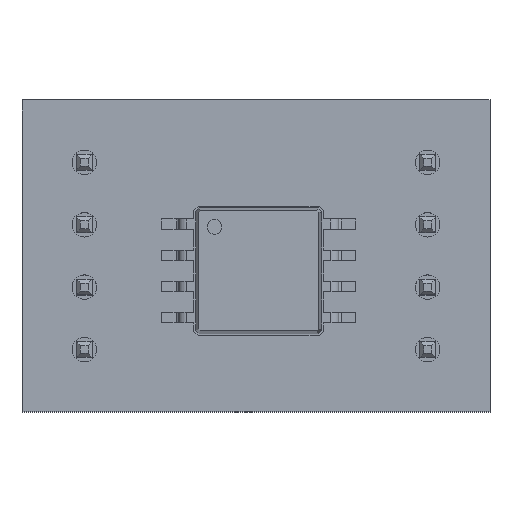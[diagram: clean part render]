
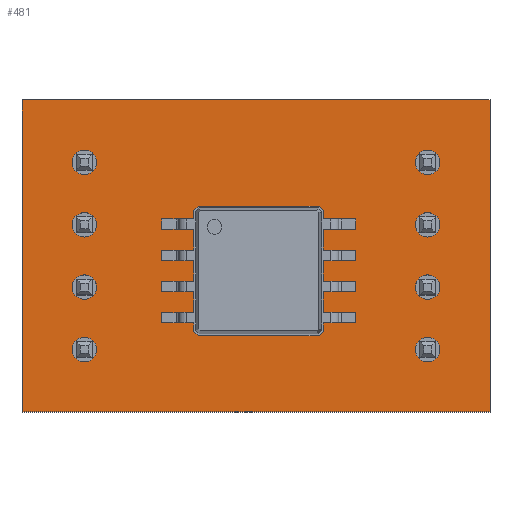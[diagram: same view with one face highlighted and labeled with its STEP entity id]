
A CAD part, top view. The second image highlights one B-rep face of the part: STEP entity #481.
In plain terms, the highlighted planar face has unit normal (0, 0, 1).
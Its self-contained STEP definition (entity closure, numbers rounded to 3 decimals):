
#67 = VERTEX_POINT('',#68);
#68 = CARTESIAN_POINT('',(144.78,-88.9,0.));
#85 = VERTEX_POINT('',#86);
#86 = CARTESIAN_POINT('',(162.56,-88.9,0.));
#92 = EDGE_CURVE('',#67,#85,#93,.T.);
#93 = LINE('',#94,#95);
#94 = CARTESIAN_POINT('',(144.78,-88.9,0.));
#95 = VECTOR('',#96,1.);
#96 = DIRECTION('',(1.,0.,0.));
#107 = VERTEX_POINT('',#108);
#108 = CARTESIAN_POINT('',(143.51,-88.9,0.));
#123 = EDGE_CURVE('',#107,#67,#124,.T.);
#124 = LINE('',#125,#126);
#125 = CARTESIAN_POINT('',(143.51,-88.9,0.));
#126 = VECTOR('',#127,1.);
#127 = DIRECTION('',(1.,0.,0.));
#147 = VERTEX_POINT('',#148);
#148 = CARTESIAN_POINT('',(162.56,-101.6,0.));
#154 = EDGE_CURVE('',#85,#147,#155,.T.);
#155 = LINE('',#156,#157);
#156 = CARTESIAN_POINT('',(162.56,-88.9,0.));
#157 = VECTOR('',#158,1.);
#158 = DIRECTION('',(0.,-1.,0.));
#169 = VERTEX_POINT('',#170);
#170 = CARTESIAN_POINT('',(143.51,-101.6,0.));
#185 = EDGE_CURVE('',#169,#107,#186,.T.);
#186 = LINE('',#187,#188);
#187 = CARTESIAN_POINT('',(143.51,-101.6,0.));
#188 = VECTOR('',#189,1.);
#189 = DIRECTION('',(0.,1.,0.));
#207 = EDGE_CURVE('',#147,#169,#208,.T.);
#208 = LINE('',#209,#210);
#209 = CARTESIAN_POINT('',(162.56,-101.6,0.));
#210 = VECTOR('',#211,1.);
#211 = DIRECTION('',(-1.,0.,0.));
#222 = VERTEX_POINT('',#223);
#223 = CARTESIAN_POINT('',(160.52,-99.06,0.));
#239 = EDGE_CURVE('',#222,#222,#240,.T.);
#240 = CIRCLE('',#241,0.5);
#241 = AXIS2_PLACEMENT_3D('',#242,#243,#244);
#242 = CARTESIAN_POINT('',(160.02,-99.06,0.));
#243 = DIRECTION('',(0.,0.,1.));
#244 = DIRECTION('',(1.,0.,-0.));
#255 = VERTEX_POINT('',#256);
#256 = CARTESIAN_POINT('',(160.52,-96.52,0.));
#272 = EDGE_CURVE('',#255,#255,#273,.T.);
#273 = CIRCLE('',#274,0.5);
#274 = AXIS2_PLACEMENT_3D('',#275,#276,#277);
#275 = CARTESIAN_POINT('',(160.02,-96.52,0.));
#276 = DIRECTION('',(0.,0.,1.));
#277 = DIRECTION('',(1.,0.,-0.));
#288 = VERTEX_POINT('',#289);
#289 = CARTESIAN_POINT('',(146.55,-99.06,0.));
#305 = EDGE_CURVE('',#288,#288,#306,.T.);
#306 = CIRCLE('',#307,0.5);
#307 = AXIS2_PLACEMENT_3D('',#308,#309,#310);
#308 = CARTESIAN_POINT('',(146.05,-99.06,0.));
#309 = DIRECTION('',(0.,0.,1.));
#310 = DIRECTION('',(1.,0.,-0.));
#321 = VERTEX_POINT('',#322);
#322 = CARTESIAN_POINT('',(146.55,-96.52,0.));
#338 = EDGE_CURVE('',#321,#321,#339,.T.);
#339 = CIRCLE('',#340,0.5);
#340 = AXIS2_PLACEMENT_3D('',#341,#342,#343);
#341 = CARTESIAN_POINT('',(146.05,-96.52,0.));
#342 = DIRECTION('',(0.,0.,1.));
#343 = DIRECTION('',(1.,0.,-0.));
#354 = VERTEX_POINT('',#355);
#355 = CARTESIAN_POINT('',(160.52,-93.98,0.));
#371 = EDGE_CURVE('',#354,#354,#372,.T.);
#372 = CIRCLE('',#373,0.5);
#373 = AXIS2_PLACEMENT_3D('',#374,#375,#376);
#374 = CARTESIAN_POINT('',(160.02,-93.98,0.));
#375 = DIRECTION('',(0.,0.,1.));
#376 = DIRECTION('',(1.,0.,-0.));
#387 = VERTEX_POINT('',#388);
#388 = CARTESIAN_POINT('',(160.52,-91.44,0.));
#404 = EDGE_CURVE('',#387,#387,#405,.T.);
#405 = CIRCLE('',#406,0.5);
#406 = AXIS2_PLACEMENT_3D('',#407,#408,#409);
#407 = CARTESIAN_POINT('',(160.02,-91.44,0.));
#408 = DIRECTION('',(0.,0.,1.));
#409 = DIRECTION('',(1.,0.,-0.));
#420 = VERTEX_POINT('',#421);
#421 = CARTESIAN_POINT('',(146.55,-93.98,0.));
#437 = EDGE_CURVE('',#420,#420,#438,.T.);
#438 = CIRCLE('',#439,0.5);
#439 = AXIS2_PLACEMENT_3D('',#440,#441,#442);
#440 = CARTESIAN_POINT('',(146.05,-93.98,0.));
#441 = DIRECTION('',(0.,0.,1.));
#442 = DIRECTION('',(1.,0.,-0.));
#453 = VERTEX_POINT('',#454);
#454 = CARTESIAN_POINT('',(146.55,-91.44,0.));
#470 = EDGE_CURVE('',#453,#453,#471,.T.);
#471 = CIRCLE('',#472,0.5);
#472 = AXIS2_PLACEMENT_3D('',#473,#474,#475);
#473 = CARTESIAN_POINT('',(146.05,-91.44,0.));
#474 = DIRECTION('',(0.,0.,1.));
#475 = DIRECTION('',(1.,0.,-0.));
#481 = ADVANCED_FACE('',(#482,#489,#492,#495,#498,#501,#504,#507,#510),
  #513,.F.);
#482 = FACE_BOUND('',#483,.F.);
#483 = EDGE_LOOP('',(#484,#485,#486,#487,#488));
#484 = ORIENTED_EDGE('',*,*,#92,.T.);
#485 = ORIENTED_EDGE('',*,*,#154,.T.);
#486 = ORIENTED_EDGE('',*,*,#207,.T.);
#487 = ORIENTED_EDGE('',*,*,#185,.T.);
#488 = ORIENTED_EDGE('',*,*,#123,.T.);
#489 = FACE_BOUND('',#490,.F.);
#490 = EDGE_LOOP('',(#491));
#491 = ORIENTED_EDGE('',*,*,#239,.T.);
#492 = FACE_BOUND('',#493,.F.);
#493 = EDGE_LOOP('',(#494));
#494 = ORIENTED_EDGE('',*,*,#272,.T.);
#495 = FACE_BOUND('',#496,.F.);
#496 = EDGE_LOOP('',(#497));
#497 = ORIENTED_EDGE('',*,*,#305,.T.);
#498 = FACE_BOUND('',#499,.F.);
#499 = EDGE_LOOP('',(#500));
#500 = ORIENTED_EDGE('',*,*,#338,.T.);
#501 = FACE_BOUND('',#502,.F.);
#502 = EDGE_LOOP('',(#503));
#503 = ORIENTED_EDGE('',*,*,#371,.T.);
#504 = FACE_BOUND('',#505,.F.);
#505 = EDGE_LOOP('',(#506));
#506 = ORIENTED_EDGE('',*,*,#404,.T.);
#507 = FACE_BOUND('',#508,.F.);
#508 = EDGE_LOOP('',(#509));
#509 = ORIENTED_EDGE('',*,*,#437,.T.);
#510 = FACE_BOUND('',#511,.F.);
#511 = EDGE_LOOP('',(#512));
#512 = ORIENTED_EDGE('',*,*,#470,.T.);
#513 = PLANE('',#514);
#514 = AXIS2_PLACEMENT_3D('',#515,#516,#517);
#515 = CARTESIAN_POINT('',(153.035,-95.25,0.));
#516 = DIRECTION('',(-0.,-0.,-1.));
#517 = DIRECTION('',(-1.,0.,0.));
